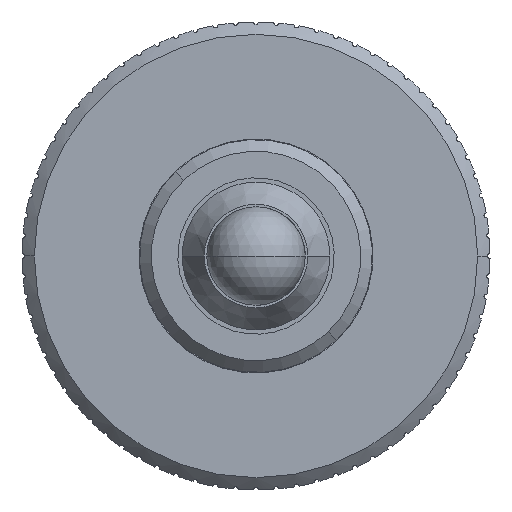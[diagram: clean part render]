
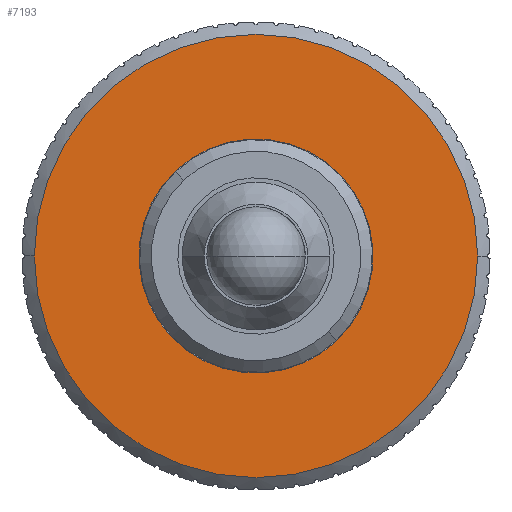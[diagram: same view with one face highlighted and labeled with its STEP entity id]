
A CAD part, front view. The second image highlights one B-rep face of the part: STEP entity #7193.
In plain terms, the highlighted planar face has unit normal (0, -1, 0).
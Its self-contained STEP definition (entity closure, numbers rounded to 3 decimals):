
#115 = CARTESIAN_POINT ( 'NONE',  ( 0., 20.1, 0. ) ) ;
#366 = CARTESIAN_POINT ( 'NONE',  ( 0., 20.1, 0. ) ) ;
#677 = VERTEX_POINT ( 'NONE', #1376 ) ;
#691 = CARTESIAN_POINT ( 'NONE',  ( 0., 20.1, 0. ) ) ;
#740 = CIRCLE ( 'NONE', #867, 9. ) ;
#867 = AXIS2_PLACEMENT_3D ( 'NONE', #4784, #10903, #5681 ) ;
#879 = ORIENTED_EDGE ( 'NONE', *, *, #9614, .F. ) ;
#991 = DIRECTION ( 'NONE',  ( 1., 0., 0. ) ) ;
#1226 = DIRECTION ( 'NONE',  ( 1., 0., 0. ) ) ;
#1376 = CARTESIAN_POINT ( 'NONE',  ( 9., 20.1, 0. ) ) ;
#1550 = DIRECTION ( 'NONE',  ( 1., 0., 0. ) ) ;
#2390 = PLANE ( 'NONE',  #9183 ) ;
#2510 = ORIENTED_EDGE ( 'NONE', *, *, #6872, .F. ) ;
#3140 = DIRECTION ( 'NONE',  ( 0., -1., 0. ) ) ;
#4296 = VERTEX_POINT ( 'NONE', #9310 ) ;
#4784 = CARTESIAN_POINT ( 'NONE',  ( 0., 20.1, 0. ) ) ;
#4986 = AXIS2_PLACEMENT_3D ( 'NONE', #8366, #3140, #9233 ) ;
#5051 = EDGE_LOOP ( 'NONE', ( #2510, #879 ) ) ;
#5054 = ORIENTED_EDGE ( 'NONE', *, *, #9341, .T. ) ;
#5287 = CARTESIAN_POINT ( 'NONE',  ( 3.95, 20.1, 0. ) ) ;
#5350 = CIRCLE ( 'NONE', #5537, 3.95 ) ;
#5537 = AXIS2_PLACEMENT_3D ( 'NONE', #115, #6227, #991 ) ;
#5681 = DIRECTION ( 'NONE',  ( 1., 0., 0. ) ) ;
#6227 = DIRECTION ( 'NONE',  ( 0., -1., 0. ) ) ;
#6474 = DIRECTION ( 'NONE',  ( 0., -1., 0. ) ) ;
#6803 = DIRECTION ( 'NONE',  ( 0., -1., 0. ) ) ;
#6872 = EDGE_CURVE ( 'NONE', #4296, #7921, #5350, .T. ) ;
#7113 = FACE_BOUND ( 'NONE', #5051, .T. ) ;
#7165 = EDGE_LOOP ( 'NONE', ( #5054, #7398 ) ) ;
#7193 = ADVANCED_FACE ( 'NONE', ( #11210, #7113 ), #2390, .T. ) ;
#7398 = ORIENTED_EDGE ( 'NONE', *, *, #9384, .T. ) ;
#7574 = VERTEX_POINT ( 'NONE', #8352 ) ;
#7921 = VERTEX_POINT ( 'NONE', #5287 ) ;
#7987 = CIRCLE ( 'NONE', #11053, 9. ) ;
#8352 = CARTESIAN_POINT ( 'NONE',  ( -9., 20.1, 0. ) ) ;
#8366 = CARTESIAN_POINT ( 'NONE',  ( 0., 20.1, 0. ) ) ;
#9183 = AXIS2_PLACEMENT_3D ( 'NONE', #691, #6803, #1550 ) ;
#9233 = DIRECTION ( 'NONE',  ( 1., 0., 0. ) ) ;
#9310 = CARTESIAN_POINT ( 'NONE',  ( -3.95, 20.1, 0. ) ) ;
#9341 = EDGE_CURVE ( 'NONE', #7574, #677, #7987, .T. ) ;
#9384 = EDGE_CURVE ( 'NONE', #677, #7574, #740, .T. ) ;
#9614 = EDGE_CURVE ( 'NONE', #7921, #4296, #10994, .T. ) ;
#10903 = DIRECTION ( 'NONE',  ( 0., -1., 0. ) ) ;
#10994 = CIRCLE ( 'NONE', #4986, 3.95 ) ;
#11053 = AXIS2_PLACEMENT_3D ( 'NONE', #366, #6474, #1226 ) ;
#11210 = FACE_OUTER_BOUND ( 'NONE', #7165, .T. ) ;
